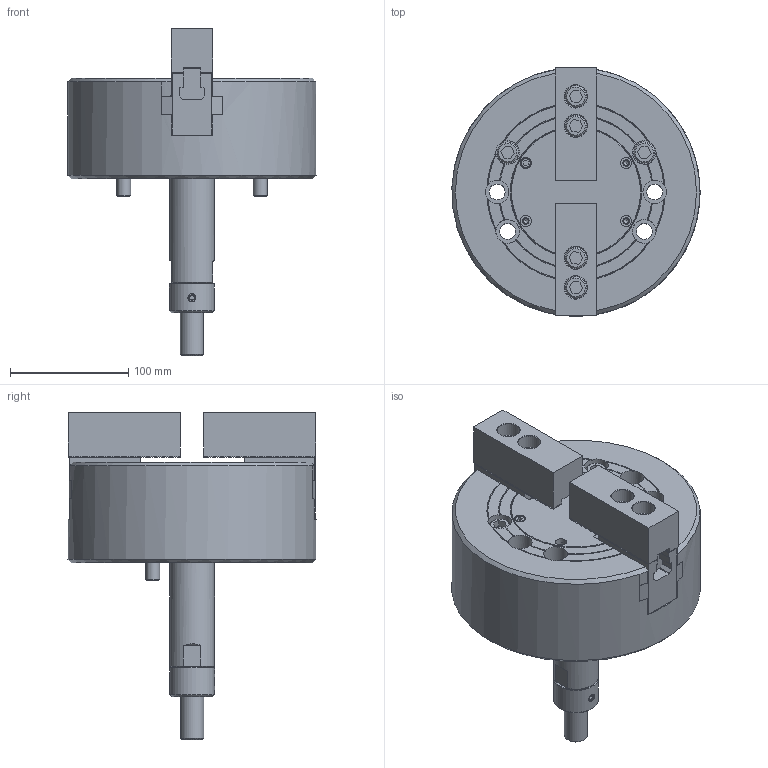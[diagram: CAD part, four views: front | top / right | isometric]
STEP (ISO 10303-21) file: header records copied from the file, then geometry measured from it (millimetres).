
FILE_DESCRIPTION(/* description */ ('Unknown'),/* implementation_level */ '2;1');
FILE_NAME(/* name */ 'NLT08-Solid',/* time_stamp */ '2019-08-15T15:01:26+01:00',/* author */ ('Unknown'),/* organization */ ('Unknown'),/* preprocessor_version */ 'ST-DEVELOPER v16.7',/* originating_system */ 'DEX',/* authorisation */ $);
FILE_SCHEMA (('AUTOMOTIVE_DESIGN {1 0 10303 214 3 1 1}'));
Products named in the file (1): NLT08_mid stroke (2)
Bounding box: 209.92 x 209.81 x 276.68 mm (x, y, z)
Volume: 2890953.6 mm3; surface area: 389548.5 mm2
Topology: 20 solids, 20 shells, 2319 faces, 6664 edges, 4418 vertices
Faces by surface type: plane 1600, cylinder 562, cone 146, torus 11
Full cylindrical faces by diameter (mm): 4 x4, 4.2 x5, 4.826 x1, 5 x1, 5.2 x3, 5.5 x4, 6.8 x1, 7.76 x1, 8.5 x1, 9.5 x4, 10.3 x6, 11.701 x6, 13 x4, 13.5 x6, 14 x2, 17.5 x1, 18 x6, 19 x4, 19.623 x1, 20 x9, 20.5 x1, 28 x2, 30 x1, 36 x1, 38 x3, 39 x1, 54 x1, 86 x2, 170 x1, 210 x1
Entity records: 74688 total; most frequent: CARTESIAN_POINT 13531, ORIENTED_EDGE 12884, DIRECTION 12368, EDGE_CURVE 6442, LINE 4956, VECTOR 4956, VERTEX_POINT 4370, AXIS2_PLACEMENT_3D 3706
